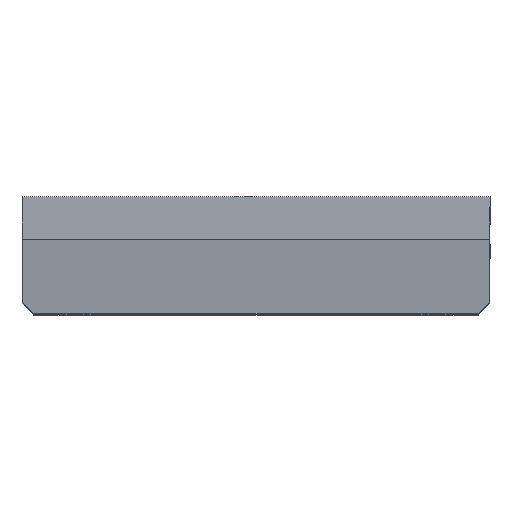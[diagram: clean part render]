
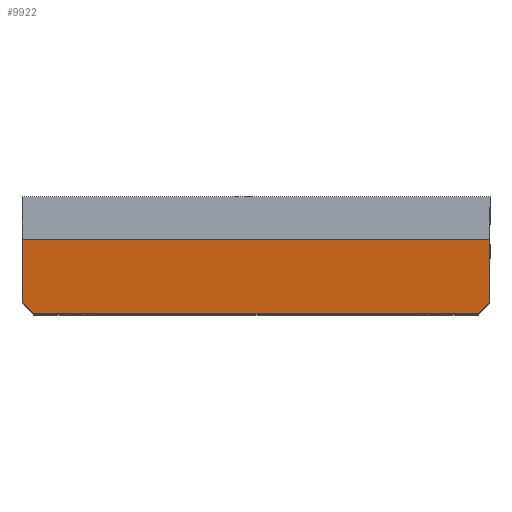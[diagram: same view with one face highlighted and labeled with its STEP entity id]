
A CAD part, top view. The second image highlights one B-rep face of the part: STEP entity #9922.
In plain terms, the highlighted planar face has unit normal (0, -0.139, 0.99).
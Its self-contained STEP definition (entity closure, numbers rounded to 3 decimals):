
#443 = LINE ( 'NONE', #7003, #12541 ) ;
#693 = DIRECTION ( 'NONE',  ( 0., -0.99, -0.139 ) ) ;
#985 = ORIENTED_EDGE ( 'NONE', *, *, #5676, .F. ) ;
#1573 = CARTESIAN_POINT ( 'NONE',  ( -10., -1.187, -0.265 ) ) ;
#1621 = LINE ( 'NONE', #16329, #16760 ) ;
#1706 = VECTOR ( 'NONE', #15124, 1000. ) ;
#2521 = DIRECTION ( 'NONE',  ( 0., 0.139, -0.99 ) ) ;
#3161 = DIRECTION ( 'NONE',  ( 1., 0., 0. ) ) ;
#3561 = ORIENTED_EDGE ( 'NONE', *, *, #8516, .F. ) ;
#3686 = CARTESIAN_POINT ( 'NONE',  ( -9.5, -2.5, -0.45 ) ) ;
#4329 = CARTESIAN_POINT ( 'NONE',  ( 0., 0.7, 0. ) ) ;
#4716 = VECTOR ( 'NONE', #693, 1000. ) ;
#5024 = CARTESIAN_POINT ( 'NONE',  ( 10., 0.7, 0. ) ) ;
#5152 = VERTEX_POINT ( 'NONE', #10408 ) ;
#5629 = AXIS2_PLACEMENT_3D ( 'NONE', #14589, #2521, #7918 ) ;
#5676 = EDGE_CURVE ( 'NONE', #5152, #12673, #15944, .T. ) ;
#6869 = CARTESIAN_POINT ( 'NONE',  ( -10., 0.7, 0. ) ) ;
#7003 = CARTESIAN_POINT ( 'NONE',  ( -6.412, -5.588, -0.884 ) ) ;
#7034 = DIRECTION ( 'NONE',  ( 0.704, 0.704, 0.099 ) ) ;
#7450 = EDGE_CURVE ( 'NONE', #11954, #12673, #443, .T. ) ;
#7918 = DIRECTION ( 'NONE',  ( 1., 0., 0. ) ) ;
#8511 = VERTEX_POINT ( 'NONE', #15489 ) ;
#8516 = EDGE_CURVE ( 'NONE', #15049, #8511, #10159, .T. ) ;
#8773 = VECTOR ( 'NONE', #3161, 1000. ) ;
#8980 = EDGE_CURVE ( 'NONE', #5152, #8511, #1621, .T. ) ;
#9266 = PLANE ( 'NONE',  #5629 ) ;
#9353 = FACE_OUTER_BOUND ( 'NONE', #10818, .T. ) ;
#9922 = ADVANCED_FACE ( 'NONE', ( #9353 ), #9266, .F. ) ;
#10006 = VERTEX_POINT ( 'NONE', #6869 ) ;
#10159 = LINE ( 'NONE', #16692, #4716 ) ;
#10408 = CARTESIAN_POINT ( 'NONE',  ( 9.5, -2.5, -0.45 ) ) ;
#10587 = ORIENTED_EDGE ( 'NONE', *, *, #14344, .F. ) ;
#10818 = EDGE_LOOP ( 'NONE', ( #985, #14311, #3561, #13110, #10587, #11133 ) ) ;
#11133 = ORIENTED_EDGE ( 'NONE', *, *, #7450, .T. ) ;
#11954 = VERTEX_POINT ( 'NONE', #14209 ) ;
#12139 = VECTOR ( 'NONE', #14555, 1000. ) ;
#12366 = DIRECTION ( 'NONE',  ( 0.704, -0.704, -0.099 ) ) ;
#12541 = VECTOR ( 'NONE', #12366, 1000. ) ;
#12673 = VERTEX_POINT ( 'NONE', #3686 ) ;
#13110 = ORIENTED_EDGE ( 'NONE', *, *, #14402, .F. ) ;
#13259 = CARTESIAN_POINT ( 'NONE',  ( -10., -2.5, -0.45 ) ) ;
#13841 = LINE ( 'NONE', #1573, #1706 ) ;
#14209 = CARTESIAN_POINT ( 'NONE',  ( -10., -2., -0.379 ) ) ;
#14311 = ORIENTED_EDGE ( 'NONE', *, *, #8980, .T. ) ;
#14344 = EDGE_CURVE ( 'NONE', #11954, #10006, #13841, .T. ) ;
#14402 = EDGE_CURVE ( 'NONE', #10006, #15049, #16600, .T. ) ;
#14555 = DIRECTION ( 'NONE',  ( -1., 0., 0. ) ) ;
#14589 = CARTESIAN_POINT ( 'NONE',  ( 0., 0.7, 0. ) ) ;
#15049 = VERTEX_POINT ( 'NONE', #5024 ) ;
#15124 = DIRECTION ( 'NONE',  ( 0., 0.99, 0.139 ) ) ;
#15489 = CARTESIAN_POINT ( 'NONE',  ( 10., -2., -0.379 ) ) ;
#15944 = LINE ( 'NONE', #13259, #12139 ) ;
#16329 = CARTESIAN_POINT ( 'NONE',  ( 6.412, -5.588, -0.884 ) ) ;
#16600 = LINE ( 'NONE', #4329, #8773 ) ;
#16692 = CARTESIAN_POINT ( 'NONE',  ( 10., -1.187, -0.265 ) ) ;
#16760 = VECTOR ( 'NONE', #7034, 1000. ) ;
